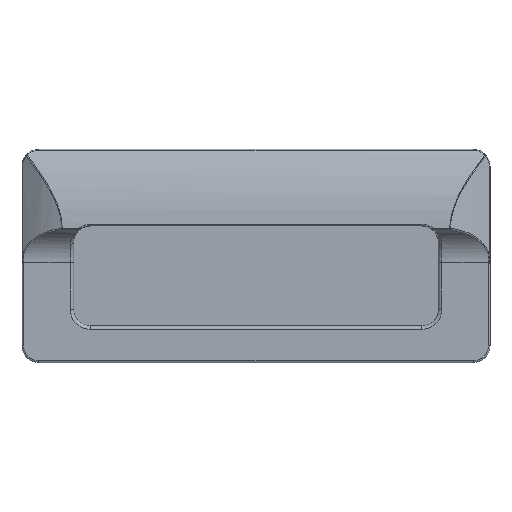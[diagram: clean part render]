
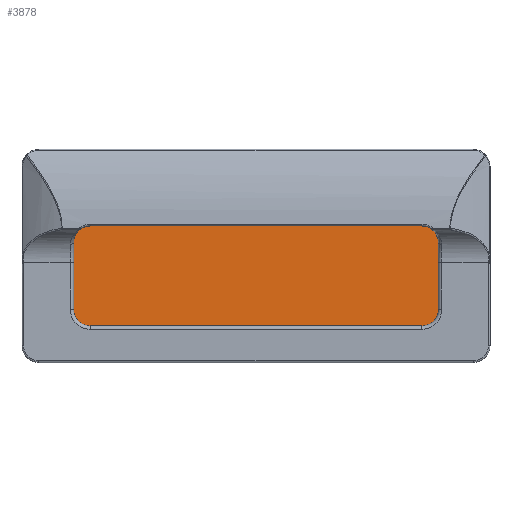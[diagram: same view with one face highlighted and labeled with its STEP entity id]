
A CAD part, top view. The second image highlights one B-rep face of the part: STEP entity #3878.
In plain terms, the highlighted planar face has unit normal (0, 0, 1).
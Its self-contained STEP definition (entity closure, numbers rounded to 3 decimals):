
#417=LINE('',#8499,#703);
#424=LINE('',#8516,#710);
#427=LINE('',#8524,#713);
#429=LINE('',#8530,#715);
#703=VECTOR('',#5316,104.5);
#710=VECTOR('',#5337,35.);
#713=VECTOR('',#5346,104.5);
#715=VECTOR('',#5354,35.);
#799=PLANE('',#4284);
#1023=FACE_OUTER_BOUND('',#1267,.T.);
#1267=EDGE_LOOP('',(#3568,#3569,#3570,#3571,#3572,#3573,#3574,#3575));
#1482=CIRCLE('',#4274,3.);
#1483=CIRCLE('',#4276,3.);
#1484=CIRCLE('',#4279,3.);
#1485=CIRCLE('',#4282,3.);
#1912=VERTEX_POINT('',#8496);
#1913=VERTEX_POINT('',#8498);
#1914=VERTEX_POINT('',#8506);
#1915=VERTEX_POINT('',#8510);
#1916=VERTEX_POINT('',#8514);
#1917=VERTEX_POINT('',#8518);
#1918=VERTEX_POINT('',#8522);
#1919=VERTEX_POINT('',#8526);
#2467=EDGE_CURVE('',#1912,#1913,#417,.F.);
#2471=EDGE_CURVE('',#1913,#1914,#1482,.F.);
#2474=EDGE_CURVE('',#1915,#1912,#1483,.F.);
#2476=EDGE_CURVE('',#1916,#1915,#424,.F.);
#2478=EDGE_CURVE('',#1917,#1916,#1484,.F.);
#2480=EDGE_CURVE('',#1918,#1917,#427,.F.);
#2482=EDGE_CURVE('',#1919,#1918,#1485,.F.);
#2483=EDGE_CURVE('',#1914,#1919,#429,.F.);
#3568=ORIENTED_EDGE('',*,*,#2483,.F.);
#3569=ORIENTED_EDGE('',*,*,#2471,.F.);
#3570=ORIENTED_EDGE('',*,*,#2467,.F.);
#3571=ORIENTED_EDGE('',*,*,#2474,.F.);
#3572=ORIENTED_EDGE('',*,*,#2476,.F.);
#3573=ORIENTED_EDGE('',*,*,#2478,.F.);
#3574=ORIENTED_EDGE('',*,*,#2480,.F.);
#3575=ORIENTED_EDGE('',*,*,#2482,.F.);
#3878=ADVANCED_FACE('',(#1023),#799,.F.);
#4274=AXIS2_PLACEMENT_3D('',#8507,#5326,#5327);
#4276=AXIS2_PLACEMENT_3D('',#8512,#5332,#5333);
#4279=AXIS2_PLACEMENT_3D('',#8520,#5341,#5342);
#4282=AXIS2_PLACEMENT_3D('',#8528,#5350,#5351);
#4284=AXIS2_PLACEMENT_3D('',#8531,#5355,#5356);
#5316=DIRECTION('',(-1.,0.,0.));
#5326=DIRECTION('center_axis',(0.,0.,1.));
#5327=DIRECTION('ref_axis',(0.,-1.,0.));
#5332=DIRECTION('center_axis',(0.,0.,1.));
#5333=DIRECTION('ref_axis',(1.,0.,0.));
#5337=DIRECTION('',(0.,-1.,0.));
#5341=DIRECTION('center_axis',(0.,0.,1.));
#5342=DIRECTION('ref_axis',(0.,1.,0.));
#5346=DIRECTION('',(1.,0.,0.));
#5350=DIRECTION('center_axis',(0.,0.,1.));
#5351=DIRECTION('ref_axis',(-1.,0.,0.));
#5354=DIRECTION('',(0.,1.,0.));
#5355=DIRECTION('center_axis',(0.,0.,-1.));
#5356=DIRECTION('ref_axis',(-1.,0.,0.));
#8496=CARTESIAN_POINT('',(-52.25,19.,-8.5));
#8498=CARTESIAN_POINT('',(52.25,19.,-8.5));
#8499=CARTESIAN_POINT('',(-26.125,19.,-8.5));
#8506=CARTESIAN_POINT('',(55.25,16.,-8.5));
#8507=CARTESIAN_POINT('Origin',(52.25,16.,-8.5));
#8510=CARTESIAN_POINT('',(-55.25,16.,-8.5));
#8512=CARTESIAN_POINT('Origin',(-52.25,16.,-8.5));
#8514=CARTESIAN_POINT('',(-55.25,-19.,-8.5));
#8516=CARTESIAN_POINT('',(-55.25,-10.25,-8.5));
#8518=CARTESIAN_POINT('',(-52.25,-22.,-8.5));
#8520=CARTESIAN_POINT('Origin',(-52.25,-19.,-8.5));
#8522=CARTESIAN_POINT('',(52.25,-22.,-8.5));
#8524=CARTESIAN_POINT('',(26.125,-22.,-8.5));
#8526=CARTESIAN_POINT('',(55.25,-19.,-8.5));
#8528=CARTESIAN_POINT('Origin',(52.25,-19.,-8.5));
#8530=CARTESIAN_POINT('',(55.25,7.25,-8.5));
#8531=CARTESIAN_POINT('Origin',(0.,-1.5,
-8.5));
